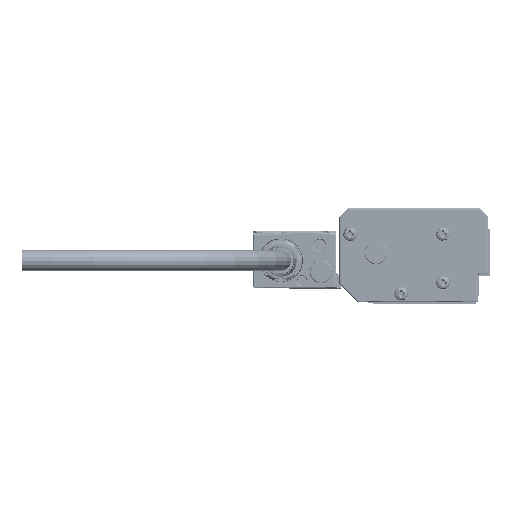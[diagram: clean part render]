
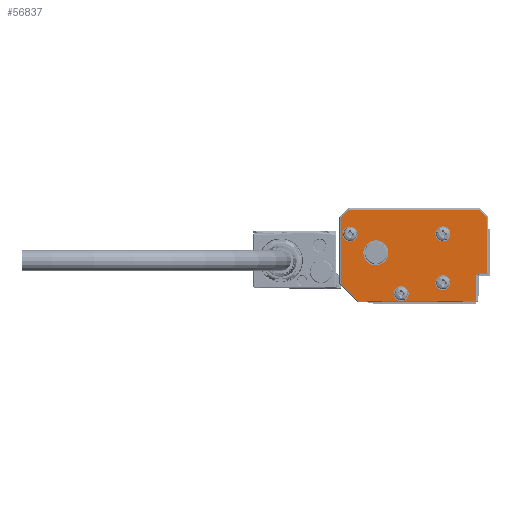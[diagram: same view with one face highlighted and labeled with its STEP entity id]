
A CAD part, left-side view. The second image highlights one B-rep face of the part: STEP entity #56837.
In plain terms, the highlighted planar face has unit normal (-1, 0, 0).
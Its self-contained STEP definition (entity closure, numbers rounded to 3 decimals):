
#56622=AXIS2_PLACEMENT_3D('Circle Axis2P3D',#56620,#56621,$) ;
#56650=AXIS2_PLACEMENT_3D('Circle Axis2P3D',#56648,#56649,$) ;
#56665=AXIS2_PLACEMENT_3D('Plane Axis2P3D',#56662,#56663,#56664) ;
#56669=AXIS2_PLACEMENT_3D('Circle Axis2P3D',#56667,#56668,$) ;
#56676=AXIS2_PLACEMENT_3D('Circle Axis2P3D',#56674,#56675,$) ;
#56683=AXIS2_PLACEMENT_3D('Circle Axis2P3D',#56681,#56682,$) ;
#56695=AXIS2_PLACEMENT_3D('Circle Axis2P3D',#56693,#56694,$) ;
#56767=AXIS2_PLACEMENT_3D('Circle Axis2P3D',#56765,#56766,$) ;
#56776=AXIS2_PLACEMENT_3D('Circle Axis2P3D',#56774,#56775,$) ;
#56785=AXIS2_PLACEMENT_3D('Circle Axis2P3D',#56783,#56784,$) ;
#56794=AXIS2_PLACEMENT_3D('Circle Axis2P3D',#56792,#56793,$) ;
#56803=AXIS2_PLACEMENT_3D('Circle Axis2P3D',#56801,#56802,$) ;
#56812=AXIS2_PLACEMENT_3D('Circle Axis2P3D',#56810,#56811,$) ;
#56821=AXIS2_PLACEMENT_3D('Circle Axis2P3D',#56819,#56820,$) ;
#56830=AXIS2_PLACEMENT_3D('Circle Axis2P3D',#56828,#56829,$) ;
#45944=CARTESIAN_POINT('Vertex',(-3573.,8.4,-1.)) ;
#45946=CARTESIAN_POINT('Vertex',(-3573.,7.,-1.)) ;
#45949=CARTESIAN_POINT('Line Origine',(-3573.,3.5,-1.)) ;
#45953=CARTESIAN_POINT('Vertex',(-3573.,21.793,-1.)) ;
#45965=CARTESIAN_POINT('Vertex',(-3573.,-17.,-1.)) ;
#45968=CARTESIAN_POINT('Line Origine',(-3573.,3.5,-1.)) ;
#56620=CARTESIAN_POINT('Axis2P3D Location',(-3573.,7.7,1.4)) ;
#56624=CARTESIAN_POINT('Vertex',(-3573.,5.2,1.4)) ;
#56645=CARTESIAN_POINT('Vertex',(-3573.,9.894,0.201)) ;
#56648=CARTESIAN_POINT('Axis2P3D Location',(-3573.,7.7,1.4)) ;
#56662=CARTESIAN_POINT('Axis2P3D Location',(-3573.,-21.5,13.5)) ;
#56667=CARTESIAN_POINT('Axis2P3D Location',(-3573.,7.7,1.4)) ;
#56671=CARTESIAN_POINT('Vertex',(-3573.,10.2,1.4)) ;
#56674=CARTESIAN_POINT('Axis2P3D Location',(-3573.,7.7,1.4)) ;
#56678=CARTESIAN_POINT('Vertex',(-3573.,5.506,2.599)) ;
#56681=CARTESIAN_POINT('Axis2P3D Location',(-3573.,7.7,1.4)) ;
#56686=CARTESIAN_POINT('Line Origine',(-3573.,-17.,3.1)) ;
#56690=CARTESIAN_POINT('Vertex',(-3573.,-17.,7.2)) ;
#56693=CARTESIAN_POINT('Axis2P3D Location',(-3573.,-18.,7.2)) ;
#56697=CARTESIAN_POINT('Vertex',(-3573.,-18.,8.2)) ;
#56700=CARTESIAN_POINT('Line Origine',(-3573.,-19.25,8.2)) ;
#56704=CARTESIAN_POINT('Vertex',(-3573.,-20.5,8.2)) ;
#56707=CARTESIAN_POINT('Line Origine',(-3573.,-20.5,17.246)) ;
#56711=CARTESIAN_POINT('Vertex',(-3573.,-20.5,26.293)) ;
#56714=CARTESIAN_POINT('Line Origine',(-3573.,-19.146,27.646)) ;
#56718=CARTESIAN_POINT('Vertex',(-3573.,-17.793,29.)) ;
#56721=CARTESIAN_POINT('Line Origine',(-3573.,3.5,29.)) ;
#56725=CARTESIAN_POINT('Vertex',(-3573.,24.793,29.)) ;
#56728=CARTESIAN_POINT('Line Origine',(-3573.,26.146,27.646)) ;
#56732=CARTESIAN_POINT('Vertex',(-3573.,27.5,26.293)) ;
#56735=CARTESIAN_POINT('Line Origine',(-3573.,27.5,15.5)) ;
#56739=CARTESIAN_POINT('Vertex',(-3573.,27.5,4.707)) ;
#56742=CARTESIAN_POINT('Line Origine',(-3573.,24.646,1.854)) ;
#56765=CARTESIAN_POINT('Axis2P3D Location',(-3573.,-6.,5.)) ;
#56769=CARTESIAN_POINT('Vertex',(-3573.,-3.806,3.801)) ;
#56771=CARTESIAN_POINT('Vertex',(-3573.,-8.194,6.199)) ;
#56774=CARTESIAN_POINT('Axis2P3D Location',(-3573.,-6.,5.)) ;
#56783=CARTESIAN_POINT('Axis2P3D Location',(-3573.,16.,14.8)) ;
#56787=CARTESIAN_POINT('Vertex',(-3573.,11.85,14.8)) ;
#56789=CARTESIAN_POINT('Vertex',(-3573.,20.15,14.8)) ;
#56792=CARTESIAN_POINT('Axis2P3D Location',(-3573.,16.,14.8)) ;
#56801=CARTESIAN_POINT('Axis2P3D Location',(-3573.,-6.,21.)) ;
#56805=CARTESIAN_POINT('Vertex',(-3573.,-8.194,22.199)) ;
#56807=CARTESIAN_POINT('Vertex',(-3573.,-3.806,19.801)) ;
#56810=CARTESIAN_POINT('Axis2P3D Location',(-3573.,-6.,21.)) ;
#56819=CARTESIAN_POINT('Axis2P3D Location',(-3573.,24.5,20.9)) ;
#56823=CARTESIAN_POINT('Vertex',(-3573.,22.306,22.099)) ;
#56825=CARTESIAN_POINT('Vertex',(-3573.,26.694,19.701)) ;
#56828=CARTESIAN_POINT('Axis2P3D Location',(-3573.,24.5,20.9)) ;
#45950=DIRECTION('Vector Direction',(0.,1.,0.)) ;
#45969=DIRECTION('Vector Direction',(0.,1.,0.)) ;
#56621=DIRECTION('Axis2P3D Direction',(-1.,0.,0.)) ;
#56649=DIRECTION('Axis2P3D Direction',(-1.,0.,0.)) ;
#56663=DIRECTION('Axis2P3D Direction',(1.,0.,0.)) ;
#56664=DIRECTION('Axis2P3D XDirection',(0.,1.,0.)) ;
#56668=DIRECTION('Axis2P3D Direction',(1.,0.,0.)) ;
#56675=DIRECTION('Axis2P3D Direction',(1.,0.,0.)) ;
#56682=DIRECTION('Axis2P3D Direction',(1.,0.,0.)) ;
#56687=DIRECTION('Vector Direction',(0.,0.,1.)) ;
#56694=DIRECTION('Axis2P3D Direction',(1.,0.,0.)) ;
#56701=DIRECTION('Vector Direction',(0.,-1.,0.)) ;
#56708=DIRECTION('Vector Direction',(0.,0.,1.)) ;
#56715=DIRECTION('Vector Direction',(0.,-0.707,-0.707)) ;
#56722=DIRECTION('Vector Direction',(0.,1.,0.)) ;
#56729=DIRECTION('Vector Direction',(0.,0.707,-0.707)) ;
#56736=DIRECTION('Vector Direction',(0.,0.,-1.)) ;
#56743=DIRECTION('Vector Direction',(0.,-0.707,-0.707)) ;
#56766=DIRECTION('Axis2P3D Direction',(1.,0.,0.)) ;
#56775=DIRECTION('Axis2P3D Direction',(1.,0.,0.)) ;
#56784=DIRECTION('Axis2P3D Direction',(1.,0.,0.)) ;
#56793=DIRECTION('Axis2P3D Direction',(1.,0.,0.)) ;
#56802=DIRECTION('Axis2P3D Direction',(1.,0.,0.)) ;
#56811=DIRECTION('Axis2P3D Direction',(1.,0.,0.)) ;
#56820=DIRECTION('Axis2P3D Direction',(1.,0.,0.)) ;
#56829=DIRECTION('Axis2P3D Direction',(1.,0.,0.)) ;
#45951=VECTOR('Line Direction',#45950,1.) ;
#45970=VECTOR('Line Direction',#45969,1.) ;
#56688=VECTOR('Line Direction',#56687,1.) ;
#56702=VECTOR('Line Direction',#56701,1.) ;
#56709=VECTOR('Line Direction',#56708,1.) ;
#56716=VECTOR('Line Direction',#56715,1.) ;
#56723=VECTOR('Line Direction',#56722,1.) ;
#56730=VECTOR('Line Direction',#56729,1.) ;
#56737=VECTOR('Line Direction',#56736,1.) ;
#56744=VECTOR('Line Direction',#56743,1.) ;
#56748=ORIENTED_EDGE('',*,*,#56652,.T.) ;
#56749=ORIENTED_EDGE('',*,*,#56673,.T.) ;
#56750=ORIENTED_EDGE('',*,*,#56680,.T.) ;
#56751=ORIENTED_EDGE('',*,*,#56685,.T.) ;
#56752=ORIENTED_EDGE('',*,*,#56626,.T.) ;
#56753=ORIENTED_EDGE('',*,*,#45972,.F.) ;
#56754=ORIENTED_EDGE('',*,*,#56692,.F.) ;
#56755=ORIENTED_EDGE('',*,*,#56699,.F.) ;
#56756=ORIENTED_EDGE('',*,*,#56706,.F.) ;
#56757=ORIENTED_EDGE('',*,*,#56713,.F.) ;
#56758=ORIENTED_EDGE('',*,*,#56720,.F.) ;
#56759=ORIENTED_EDGE('',*,*,#56727,.F.) ;
#56760=ORIENTED_EDGE('',*,*,#56734,.F.) ;
#56761=ORIENTED_EDGE('',*,*,#56741,.F.) ;
#56762=ORIENTED_EDGE('',*,*,#56746,.F.) ;
#56763=ORIENTED_EDGE('',*,*,#45955,.F.) ;
#56780=ORIENTED_EDGE('',*,*,#56773,.T.) ;
#56781=ORIENTED_EDGE('',*,*,#56778,.T.) ;
#56798=ORIENTED_EDGE('',*,*,#56791,.T.) ;
#56799=ORIENTED_EDGE('',*,*,#56796,.T.) ;
#56816=ORIENTED_EDGE('',*,*,#56809,.T.) ;
#56817=ORIENTED_EDGE('',*,*,#56814,.T.) ;
#56834=ORIENTED_EDGE('',*,*,#56827,.T.) ;
#56835=ORIENTED_EDGE('',*,*,#56832,.T.) ;
#56782=FACE_BOUND('',#56779,.T.) ;
#56800=FACE_BOUND('',#56797,.T.) ;
#56818=FACE_BOUND('',#56815,.T.) ;
#56836=FACE_BOUND('',#56833,.T.) ;
#56837=ADVANCED_FACE('\X2\FF8AFF9FFF70FF82\X0\ \X2\FF8EFF9EFF83FF9EFF68FF70\X0\',(#56764,#56782,#56800,#56818,#56836),#56666,.F.) ;
#56623=CIRCLE('generated circle',#56622,2.5) ;
#56651=CIRCLE('generated circle',#56650,2.5) ;
#56670=CIRCLE('generated circle',#56669,2.5) ;
#56677=CIRCLE('generated circle',#56676,2.5) ;
#56684=CIRCLE('generated circle',#56683,2.5) ;
#56696=CIRCLE('generated circle',#56695,1.) ;
#56768=CIRCLE('generated circle',#56767,2.5) ;
#56777=CIRCLE('generated circle',#56776,2.5) ;
#56786=CIRCLE('generated circle',#56785,4.15) ;
#56795=CIRCLE('generated circle',#56794,4.15) ;
#56804=CIRCLE('generated circle',#56803,2.5) ;
#56813=CIRCLE('generated circle',#56812,2.5) ;
#56822=CIRCLE('generated circle',#56821,2.5) ;
#56831=CIRCLE('generated circle',#56830,2.5) ;
#45955=EDGE_CURVE('',#45945,#45954,#45952,.T.) ;
#45972=EDGE_CURVE('',#45966,#45947,#45971,.T.) ;
#56626=EDGE_CURVE('',#56625,#45947,#56623,.F.) ;
#56652=EDGE_CURVE('',#45945,#56646,#56651,.F.) ;
#56673=EDGE_CURVE('',#56646,#56672,#56670,.T.) ;
#56680=EDGE_CURVE('',#56672,#56679,#56677,.T.) ;
#56685=EDGE_CURVE('',#56679,#56625,#56684,.T.) ;
#56692=EDGE_CURVE('',#56691,#45966,#56689,.F.) ;
#56699=EDGE_CURVE('',#56698,#56691,#56696,.F.) ;
#56706=EDGE_CURVE('',#56705,#56698,#56703,.F.) ;
#56713=EDGE_CURVE('',#56712,#56705,#56710,.F.) ;
#56720=EDGE_CURVE('',#56719,#56712,#56717,.T.) ;
#56727=EDGE_CURVE('',#56726,#56719,#56724,.F.) ;
#56734=EDGE_CURVE('',#56733,#56726,#56731,.F.) ;
#56741=EDGE_CURVE('',#56740,#56733,#56738,.F.) ;
#56746=EDGE_CURVE('',#45954,#56740,#56745,.F.) ;
#56773=EDGE_CURVE('',#56770,#56772,#56768,.T.) ;
#56778=EDGE_CURVE('',#56772,#56770,#56777,.T.) ;
#56791=EDGE_CURVE('',#56788,#56790,#56786,.T.) ;
#56796=EDGE_CURVE('',#56790,#56788,#56795,.T.) ;
#56809=EDGE_CURVE('',#56806,#56808,#56804,.T.) ;
#56814=EDGE_CURVE('',#56808,#56806,#56813,.T.) ;
#56827=EDGE_CURVE('',#56824,#56826,#56822,.T.) ;
#56832=EDGE_CURVE('',#56826,#56824,#56831,.T.) ;
#56747=EDGE_LOOP('',(#56748,#56749,#56750,#56751,#56752,#56753,#56754,#56755,#56756,#56757,#56758,#56759,#56760,#56761,#56762,#56763)) ;
#56779=EDGE_LOOP('',(#56780,#56781)) ;
#56797=EDGE_LOOP('',(#56798,#56799)) ;
#56815=EDGE_LOOP('',(#56816,#56817)) ;
#56833=EDGE_LOOP('',(#56834,#56835)) ;
#56764=FACE_OUTER_BOUND('',#56747,.T.) ;
#45952=LINE('Line',#45949,#45951) ;
#45971=LINE('Line',#45968,#45970) ;
#56689=LINE('Line',#56686,#56688) ;
#56703=LINE('Line',#56700,#56702) ;
#56710=LINE('Line',#56707,#56709) ;
#56717=LINE('Line',#56714,#56716) ;
#56724=LINE('Line',#56721,#56723) ;
#56731=LINE('Line',#56728,#56730) ;
#56738=LINE('Line',#56735,#56737) ;
#56745=LINE('Line',#56742,#56744) ;
#56666=PLANE('Plane',#56665) ;
#45945=VERTEX_POINT('',#45944) ;
#45947=VERTEX_POINT('',#45946) ;
#45954=VERTEX_POINT('',#45953) ;
#45966=VERTEX_POINT('',#45965) ;
#56625=VERTEX_POINT('',#56624) ;
#56646=VERTEX_POINT('',#56645) ;
#56672=VERTEX_POINT('',#56671) ;
#56679=VERTEX_POINT('',#56678) ;
#56691=VERTEX_POINT('',#56690) ;
#56698=VERTEX_POINT('',#56697) ;
#56705=VERTEX_POINT('',#56704) ;
#56712=VERTEX_POINT('',#56711) ;
#56719=VERTEX_POINT('',#56718) ;
#56726=VERTEX_POINT('',#56725) ;
#56733=VERTEX_POINT('',#56732) ;
#56740=VERTEX_POINT('',#56739) ;
#56770=VERTEX_POINT('',#56769) ;
#56772=VERTEX_POINT('',#56771) ;
#56788=VERTEX_POINT('',#56787) ;
#56790=VERTEX_POINT('',#56789) ;
#56806=VERTEX_POINT('',#56805) ;
#56808=VERTEX_POINT('',#56807) ;
#56824=VERTEX_POINT('',#56823) ;
#56826=VERTEX_POINT('',#56825) ;
